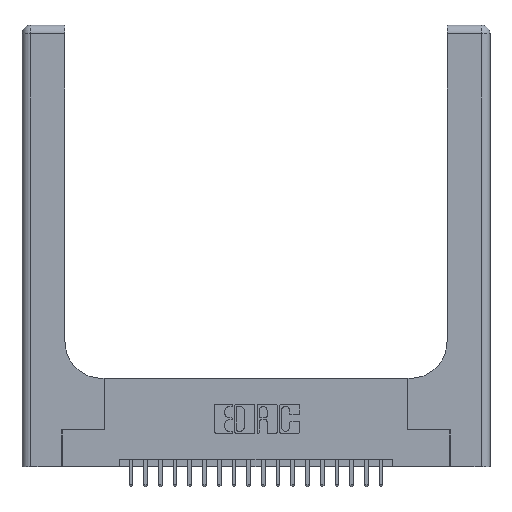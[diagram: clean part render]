
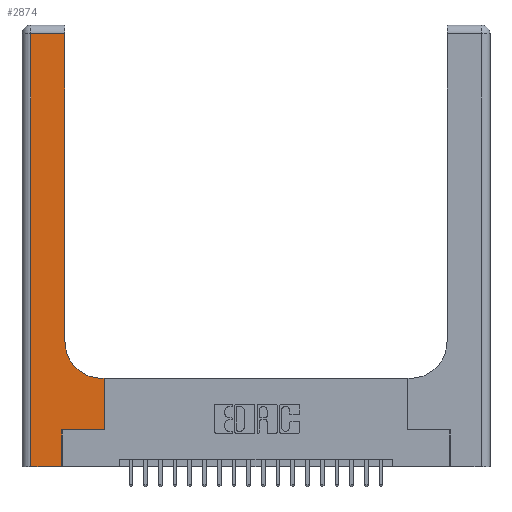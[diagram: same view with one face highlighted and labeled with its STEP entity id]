
A CAD part, top view. The second image highlights one B-rep face of the part: STEP entity #2874.
In plain terms, the highlighted planar face has unit normal (0, 0, 1).
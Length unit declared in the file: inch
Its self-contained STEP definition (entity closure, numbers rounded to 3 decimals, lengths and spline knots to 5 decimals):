
#467 = CARTESIAN_POINT ( 'NONE',  ( 0., 3., 0.37 ) ) ;
#572 = DIRECTION ( 'NONE',  ( 1., 0., 0. ) ) ;
#782 = DIRECTION ( 'NONE',  ( 0., 1., 0. ) ) ;
#886 = VECTOR ( 'NONE', #12363, 39.37008 ) ;
#993 = VERTEX_POINT ( 'NONE', #8432 ) ;
#1452 = LINE ( 'NONE', #2449, #11310 ) ;
#1811 = CARTESIAN_POINT ( 'NONE',  ( 0.2915, 0.6, 0.37 ) ) ;
#1860 = ORIENTED_EDGE ( 'NONE', *, *, #9213, .T. ) ;
#2105 = VERTEX_POINT ( 'NONE', #20182 ) ;
#2449 = CARTESIAN_POINT ( 'NONE',  ( 0., 2.94, 0.37 ) ) ;
#2485 = CARTESIAN_POINT ( 'NONE',  ( 0.5585, 0.25, 0.37 ) ) ;
#2874 = ADVANCED_FACE ( 'NONE', ( #5718 ), #14149, .F. ) ;
#2943 = LINE ( 'NONE', #2485, #7322 ) ;
#2998 = CARTESIAN_POINT ( 'NONE',  ( 0.2915, 0.85, 0.37 ) ) ;
#3040 = CARTESIAN_POINT ( 'NONE',  ( 0., 0., 0.37 ) ) ;
#3070 = CARTESIAN_POINT ( 'NONE',  ( 0.06, 2.94, 0.37 ) ) ;
#3123 = DIRECTION ( 'NONE',  ( 0., -1., 0. ) ) ;
#3432 = AXIS2_PLACEMENT_3D ( 'NONE', #6019, #7781, #572 ) ;
#3638 = LINE ( 'NONE', #16813, #5817 ) ;
#3706 = VERTEX_POINT ( 'NONE', #19592 ) ;
#3919 = LINE ( 'NONE', #1811, #886 ) ;
#4136 = EDGE_CURVE ( 'NONE', #21216, #9381, #14574, .T. ) ;
#4718 = DIRECTION ( 'NONE',  ( 1., 0., 0. ) ) ;
#5523 = EDGE_CURVE ( 'NONE', #993, #19687, #6147, .T. ) ;
#5718 = FACE_OUTER_BOUND ( 'NONE', #5815, .T. ) ;
#5815 = EDGE_LOOP ( 'NONE', ( #9420, #12791, #16550, #17871, #9902, #12455, #1860, #14654, #9045 ) ) ;
#5817 = VECTOR ( 'NONE', #3123, 39.37008 ) ;
#5840 = EDGE_CURVE ( 'NONE', #9381, #9732, #1452, .T. ) ;
#6019 = CARTESIAN_POINT ( 'NONE',  ( 0.5415, 0.85, 0.37 ) ) ;
#6147 = LINE ( 'NONE', #15032, #10232 ) ;
#6494 = LINE ( 'NONE', #3040, #12501 ) ;
#6812 = EDGE_CURVE ( 'NONE', #12601, #21216, #21537, .T. ) ;
#7322 = VECTOR ( 'NONE', #782, 39.37008 ) ;
#7432 = DIRECTION ( 'NONE',  ( -1., 0., 0. ) ) ;
#7781 = DIRECTION ( 'NONE',  ( 0., 0., -1. ) ) ;
#8432 = CARTESIAN_POINT ( 'NONE',  ( 0.269, 0.25, 0.37 ) ) ;
#9045 = ORIENTED_EDGE ( 'NONE', *, *, #6812, .T. ) ;
#9213 = EDGE_CURVE ( 'NONE', #19687, #10714, #2943, .T. ) ;
#9381 = VERTEX_POINT ( 'NONE', #21906 ) ;
#9420 = ORIENTED_EDGE ( 'NONE', *, *, #4136, .T. ) ;
#9732 = VERTEX_POINT ( 'NONE', #3070 ) ;
#9902 = ORIENTED_EDGE ( 'NONE', *, *, #11189, .T. ) ;
#10025 = DIRECTION ( 'NONE',  ( 1., 0., 0. ) ) ;
#10232 = VECTOR ( 'NONE', #10025, 39.37008 ) ;
#10714 = VERTEX_POINT ( 'NONE', #22252 ) ;
#11189 = EDGE_CURVE ( 'NONE', #2105, #993, #21235, .T. ) ;
#11310 = VECTOR ( 'NONE', #19857, 39.37008 ) ;
#11652 = CARTESIAN_POINT ( 'NONE',  ( 0.5415, 0.6, 0.37 ) ) ;
#12363 = DIRECTION ( 'NONE',  ( -1., 0., 0. ) ) ;
#12455 = ORIENTED_EDGE ( 'NONE', *, *, #5523, .T. ) ;
#12501 = VECTOR ( 'NONE', #4718, 39.37008 ) ;
#12601 = VERTEX_POINT ( 'NONE', #11652 ) ;
#12624 = DIRECTION ( 'NONE',  ( 0., 0., -1. ) ) ;
#12791 = ORIENTED_EDGE ( 'NONE', *, *, #5840, .T. ) ;
#12949 = VECTOR ( 'NONE', #18968, 39.37008 ) ;
#13187 = AXIS2_PLACEMENT_3D ( 'NONE', #467, #12624, #7432 ) ;
#13523 = CARTESIAN_POINT ( 'NONE',  ( 0.2915, 3., 0.37 ) ) ;
#14149 = PLANE ( 'NONE',  #13187 ) ;
#14574 = LINE ( 'NONE', #13523, #12949 ) ;
#14624 = DIRECTION ( 'NONE',  ( 0., 1., 0. ) ) ;
#14654 = ORIENTED_EDGE ( 'NONE', *, *, #16041, .T. ) ;
#15032 = CARTESIAN_POINT ( 'NONE',  ( 0.269, 0.25, 0.37 ) ) ;
#16041 = EDGE_CURVE ( 'NONE', #10714, #12601, #3919, .T. ) ;
#16230 = EDGE_CURVE ( 'NONE', #9732, #3706, #3638, .T. ) ;
#16550 = ORIENTED_EDGE ( 'NONE', *, *, #16230, .T. ) ;
#16813 = CARTESIAN_POINT ( 'NONE',  ( 0.06, 3., 0.37 ) ) ;
#17871 = ORIENTED_EDGE ( 'NONE', *, *, #19366, .T. ) ;
#18968 = DIRECTION ( 'NONE',  ( 0., 1., 0. ) ) ;
#19139 = CARTESIAN_POINT ( 'NONE',  ( 0.5585, 0.25, 0.37 ) ) ;
#19366 = EDGE_CURVE ( 'NONE', #3706, #2105, #6494, .T. ) ;
#19592 = CARTESIAN_POINT ( 'NONE',  ( 0.06, 0., 0.37 ) ) ;
#19687 = VERTEX_POINT ( 'NONE', #19139 ) ;
#19857 = DIRECTION ( 'NONE',  ( -1., 0., 0. ) ) ;
#20142 = VECTOR ( 'NONE', #14624, 39.37008 ) ;
#20182 = CARTESIAN_POINT ( 'NONE',  ( 0.269, 0., 0.37 ) ) ;
#21216 = VERTEX_POINT ( 'NONE', #2998 ) ;
#21235 = LINE ( 'NONE', #21447, #20142 ) ;
#21447 = CARTESIAN_POINT ( 'NONE',  ( 0.269, 0., 0.37 ) ) ;
#21537 = CIRCLE ( 'NONE', #3432, 0.25 ) ;
#21906 = CARTESIAN_POINT ( 'NONE',  ( 0.2915, 2.94, 0.37 ) ) ;
#22252 = CARTESIAN_POINT ( 'NONE',  ( 0.5585, 0.6, 0.37 ) ) ;
